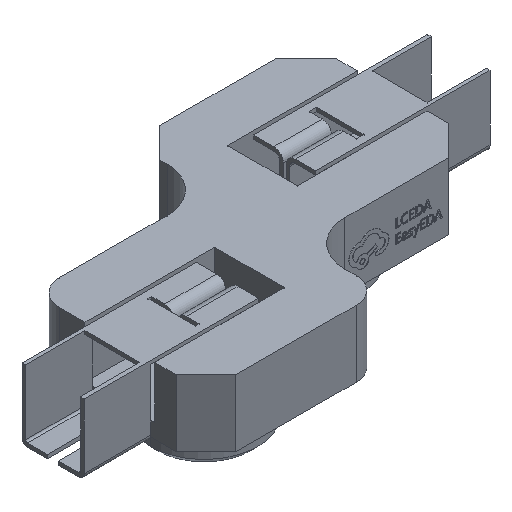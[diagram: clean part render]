
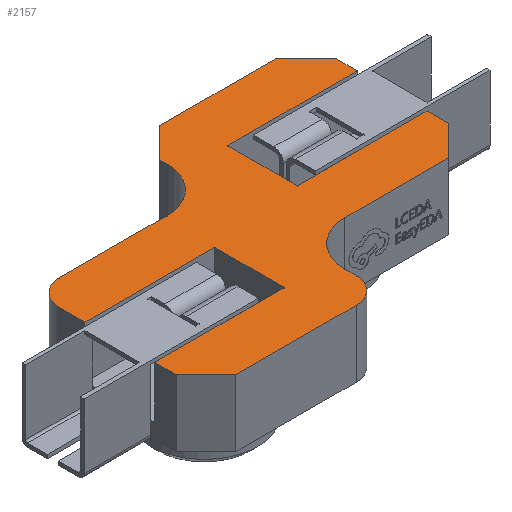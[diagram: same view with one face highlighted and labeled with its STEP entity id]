
A CAD part, isometric view. The second image highlights one B-rep face of the part: STEP entity #2157.
In plain terms, the highlighted planar face has unit normal (0, 0, 1).
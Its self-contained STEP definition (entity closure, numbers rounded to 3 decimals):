
#679 = VERTEX_POINT('',#680);
#680 = CARTESIAN_POINT('',(3.975,-1.225,1.85
    ));
#686 = EDGE_CURVE('',#679,#687,#689,.T.);
#687 = VERTEX_POINT('',#688);
#688 = CARTESIAN_POINT('',(1.175,-1.225,1.85
    ));
#689 = LINE('',#690,#691);
#690 = CARTESIAN_POINT('',(4.775,-1.225,1.85
    ));
#691 = VECTOR('',#692,1.);
#692 = DIRECTION('',(-1.,0.,0.));
#1817 = EDGE_CURVE('',#1818,#1820,#1822,.T.);
#1818 = VERTEX_POINT('',#1819);
#1819 = CARTESIAN_POINT('',(-4.075,1.225,
    1.85));
#1820 = VERTEX_POINT('',#1821);
#1821 = CARTESIAN_POINT('',(-1.175,1.225,
    1.85));
#1822 = LINE('',#1823,#1824);
#1823 = CARTESIAN_POINT('',(-4.775,1.225,
    1.85));
#1824 = VECTOR('',#1825,1.);
#1825 = DIRECTION('',(1.,0.,0.));
#1857 = EDGE_CURVE('',#1858,#1860,#1862,.T.);
#1858 = VERTEX_POINT('',#1859);
#1859 = CARTESIAN_POINT('',(0.025,2.425,
    1.85));
#1860 = VERTEX_POINT('',#1861);
#1861 = CARTESIAN_POINT('',(0.025,2.625,
    1.85));
#1862 = LINE('',#1863,#1864);
#1863 = CARTESIAN_POINT('',(0.025,1.225,
    1.85));
#1864 = VECTOR('',#1865,1.);
#1865 = DIRECTION('',(0.,1.,0.));
#1897 = EDGE_CURVE('',#1898,#1900,#1902,.T.);
#1898 = VERTEX_POINT('',#1899);
#1899 = CARTESIAN_POINT('',(0.825,3.425,1.85
    ));
#1900 = VERTEX_POINT('',#1901);
#1901 = CARTESIAN_POINT('',(3.975,3.425,1.85
    ));
#1902 = LINE('',#1903,#1904);
#1903 = CARTESIAN_POINT('',(0.025,3.425,
    1.85));
#1904 = VECTOR('',#1905,1.);
#1905 = DIRECTION('',(1.,0.,0.));
#1948 = VERTEX_POINT('',#1949);
#1949 = CARTESIAN_POINT('',(4.775,0.16,1.85
    ));
#1955 = EDGE_CURVE('',#1948,#1956,#1958,.T.);
#1956 = VERTEX_POINT('',#1957);
#1957 = CARTESIAN_POINT('',(4.775,-0.425,
    1.85));
#1958 = LINE('',#1959,#1960);
#1959 = CARTESIAN_POINT('',(4.775,3.425,1.85
    ));
#1960 = VECTOR('',#1961,1.);
#1961 = DIRECTION('',(0.,-1.,0.));
#1980 = VERTEX_POINT('',#1981);
#1981 = CARTESIAN_POINT('',(4.775,2.625,1.85
    ));
#1987 = EDGE_CURVE('',#1980,#1988,#1990,.T.);
#1988 = VERTEX_POINT('',#1989);
#1989 = CARTESIAN_POINT('',(4.775,2.04,1.85
    ));
#1990 = LINE('',#1991,#1992);
#1991 = CARTESIAN_POINT('',(4.775,3.425,1.85
    ));
#1992 = VECTOR('',#1993,1.);
#1993 = DIRECTION('',(0.,-1.,0.));
#2020 = VERTEX_POINT('',#2021);
#2021 = CARTESIAN_POINT('',(-0.025,-2.425,
    1.85));
#2027 = EDGE_CURVE('',#2020,#2028,#2030,.T.);
#2028 = VERTEX_POINT('',#2029);
#2029 = CARTESIAN_POINT('',(-0.025,-2.725,
    1.85));
#2030 = LINE('',#2031,#2032);
#2031 = CARTESIAN_POINT('',(-0.025,-1.225,
    1.85));
#2032 = VECTOR('',#2033,1.);
#2033 = DIRECTION('',(0.,-1.,0.));
#2049 = EDGE_CURVE('',#2050,#2052,#2054,.T.);
#2050 = VERTEX_POINT('',#2051);
#2051 = CARTESIAN_POINT('',(-0.725,-3.425,
    1.85));
#2052 = VERTEX_POINT('',#2053);
#2053 = CARTESIAN_POINT('',(-3.975,-3.425,
    1.85));
#2054 = LINE('',#2055,#2056);
#2055 = CARTESIAN_POINT('',(-0.025,-3.425,
    1.85));
#2056 = VECTOR('',#2057,1.);
#2057 = DIRECTION('',(-1.,0.,0.));
#2100 = VERTEX_POINT('',#2101);
#2101 = CARTESIAN_POINT('',(-4.775,-2.625,
    1.85));
#2107 = EDGE_CURVE('',#2100,#2108,#2110,.T.);
#2108 = VERTEX_POINT('',#2109);
#2109 = CARTESIAN_POINT('',(-4.775,-2.04,
    1.85));
#2110 = LINE('',#2111,#2112);
#2111 = CARTESIAN_POINT('',(-4.775,-3.425,
    1.85));
#2112 = VECTOR('',#2113,1.);
#2113 = DIRECTION('',(0.,1.,0.));
#2132 = VERTEX_POINT('',#2133);
#2133 = CARTESIAN_POINT('',(-4.775,-0.16,
    1.85));
#2139 = EDGE_CURVE('',#2132,#2140,#2142,.T.);
#2140 = VERTEX_POINT('',#2141);
#2141 = CARTESIAN_POINT('',(-4.775,0.525,1.85
    ));
#2142 = LINE('',#2143,#2144);
#2143 = CARTESIAN_POINT('',(-4.775,-3.425,
    1.85));
#2144 = VECTOR('',#2145,1.);
#2145 = DIRECTION('',(0.,1.,0.));
#2157 = ADVANCED_FACE('',(#2158),#2266,.F.);
#2158 = FACE_BOUND('',#2159,.T.);
#2159 = EDGE_LOOP('',(#2160,#2161,#2167,#2168,#2175,#2176,#2183,#2184,
    #2190,#2191,#2199,#2207,#2213,#2214,#2220,#2221,#2227,#2228,#2235,
    #2236,#2243,#2244,#2252,#2260));
#2160 = ORIENTED_EDGE('',*,*,#2107,.F.);
#2161 = ORIENTED_EDGE('',*,*,#2162,.T.);
#2162 = EDGE_CURVE('',#2100,#2052,#2163,.T.);
#2163 = LINE('',#2164,#2165);
#2164 = CARTESIAN_POINT('',(-3.975,-3.425,
    1.85));
#2165 = VECTOR('',#2166,1.);
#2166 = DIRECTION('',(0.707,-0.707,0.));
#2167 = ORIENTED_EDGE('',*,*,#2049,.F.);
#2168 = ORIENTED_EDGE('',*,*,#2169,.F.);
#2169 = EDGE_CURVE('',#2028,#2050,#2170,.T.);
#2170 = CIRCLE('',#2171,0.7);
#2171 = AXIS2_PLACEMENT_3D('',#2172,#2173,#2174);
#2172 = CARTESIAN_POINT('',(-0.725,-2.725,
    1.85));
#2173 = DIRECTION('',(0.,0.,-1.));
#2174 = DIRECTION('',(-1.,0.,0.));
#2175 = ORIENTED_EDGE('',*,*,#2027,.F.);
#2176 = ORIENTED_EDGE('',*,*,#2177,.F.);
#2177 = EDGE_CURVE('',#687,#2020,#2178,.T.);
#2178 = CIRCLE('',#2179,1.2);
#2179 = AXIS2_PLACEMENT_3D('',#2180,#2181,#2182);
#2180 = CARTESIAN_POINT('',(1.175,-2.425,
    1.85));
#2181 = DIRECTION('',(0.,0.,1.));
#2182 = DIRECTION('',(-1.,0.,0.));
#2183 = ORIENTED_EDGE('',*,*,#686,.F.);
#2184 = ORIENTED_EDGE('',*,*,#2185,.F.);
#2185 = EDGE_CURVE('',#1956,#679,#2186,.T.);
#2186 = LINE('',#2187,#2188);
#2187 = CARTESIAN_POINT('',(3.975,-1.225,
    1.85));
#2188 = VECTOR('',#2189,1.);
#2189 = DIRECTION('',(-0.707,-0.707,-0.));
#2190 = ORIENTED_EDGE('',*,*,#1955,.F.);
#2191 = ORIENTED_EDGE('',*,*,#2192,.T.);
#2192 = EDGE_CURVE('',#1948,#2193,#2195,.T.);
#2193 = VERTEX_POINT('',#2194);
#2194 = CARTESIAN_POINT('',(1.275,0.16,1.85
    ));
#2195 = LINE('',#2196,#2197);
#2196 = CARTESIAN_POINT('',(4.775,0.16,1.85
    ));
#2197 = VECTOR('',#2198,1.);
#2198 = DIRECTION('',(-1.,0.,0.));
#2199 = ORIENTED_EDGE('',*,*,#2200,.T.);
#2200 = EDGE_CURVE('',#2193,#2201,#2203,.T.);
#2201 = VERTEX_POINT('',#2202);
#2202 = CARTESIAN_POINT('',(1.275,2.04,1.85
    ));
#2203 = LINE('',#2204,#2205);
#2204 = CARTESIAN_POINT('',(1.275,2.04,1.85
    ));
#2205 = VECTOR('',#2206,1.);
#2206 = DIRECTION('',(0.,1.,0.));
#2207 = ORIENTED_EDGE('',*,*,#2208,.T.);
#2208 = EDGE_CURVE('',#2201,#1988,#2209,.T.);
#2209 = LINE('',#2210,#2211);
#2210 = CARTESIAN_POINT('',(4.775,2.04,1.85
    ));
#2211 = VECTOR('',#2212,1.);
#2212 = DIRECTION('',(1.,0.,0.));
#2213 = ORIENTED_EDGE('',*,*,#1987,.F.);
#2214 = ORIENTED_EDGE('',*,*,#2215,.F.);
#2215 = EDGE_CURVE('',#1900,#1980,#2216,.T.);
#2216 = LINE('',#2217,#2218);
#2217 = CARTESIAN_POINT('',(4.775,2.625,1.85
    ));
#2218 = VECTOR('',#2219,1.);
#2219 = DIRECTION('',(0.707,-0.707,0.));
#2220 = ORIENTED_EDGE('',*,*,#1897,.F.);
#2221 = ORIENTED_EDGE('',*,*,#2222,.F.);
#2222 = EDGE_CURVE('',#1860,#1898,#2223,.T.);
#2223 = LINE('',#2224,#2225);
#2224 = CARTESIAN_POINT('',(0.825,3.425,1.85
    ));
#2225 = VECTOR('',#2226,1.);
#2226 = DIRECTION('',(0.707,0.707,0.));
#2227 = ORIENTED_EDGE('',*,*,#1857,.F.);
#2228 = ORIENTED_EDGE('',*,*,#2229,.F.);
#2229 = EDGE_CURVE('',#1820,#1858,#2230,.T.);
#2230 = CIRCLE('',#2231,1.2);
#2231 = AXIS2_PLACEMENT_3D('',#2232,#2233,#2234);
#2232 = CARTESIAN_POINT('',(-1.175,2.425,
    1.85));
#2233 = DIRECTION('',(0.,0.,1.));
#2234 = DIRECTION('',(-1.,0.,0.));
#2235 = ORIENTED_EDGE('',*,*,#1817,.F.);
#2236 = ORIENTED_EDGE('',*,*,#2237,.F.);
#2237 = EDGE_CURVE('',#2140,#1818,#2238,.T.);
#2238 = CIRCLE('',#2239,0.7);
#2239 = AXIS2_PLACEMENT_3D('',#2240,#2241,#2242);
#2240 = CARTESIAN_POINT('',(-4.075,0.525,1.85
    ));
#2241 = DIRECTION('',(0.,0.,-1.));
#2242 = DIRECTION('',(-1.,0.,0.));
#2243 = ORIENTED_EDGE('',*,*,#2139,.F.);
#2244 = ORIENTED_EDGE('',*,*,#2245,.T.);
#2245 = EDGE_CURVE('',#2132,#2246,#2248,.T.);
#2246 = VERTEX_POINT('',#2247);
#2247 = CARTESIAN_POINT('',(-1.275,-0.16,
    1.85));
#2248 = LINE('',#2249,#2250);
#2249 = CARTESIAN_POINT('',(-4.775,-0.16,
    1.85));
#2250 = VECTOR('',#2251,1.);
#2251 = DIRECTION('',(1.,0.,0.));
#2252 = ORIENTED_EDGE('',*,*,#2253,.T.);
#2253 = EDGE_CURVE('',#2246,#2254,#2256,.T.);
#2254 = VERTEX_POINT('',#2255);
#2255 = CARTESIAN_POINT('',(-1.275,-2.04,
    1.85));
#2256 = LINE('',#2257,#2258);
#2257 = CARTESIAN_POINT('',(-1.275,-0.16,
    1.85));
#2258 = VECTOR('',#2259,1.);
#2259 = DIRECTION('',(0.,-1.,0.));
#2260 = ORIENTED_EDGE('',*,*,#2261,.T.);
#2261 = EDGE_CURVE('',#2254,#2108,#2262,.T.);
#2262 = LINE('',#2263,#2264);
#2263 = CARTESIAN_POINT('',(-4.775,-2.04,
    1.85));
#2264 = VECTOR('',#2265,1.);
#2265 = DIRECTION('',(-1.,0.,0.));
#2266 = PLANE('',#2267);
#2267 = AXIS2_PLACEMENT_3D('',#2268,#2269,#2270);
#2268 = CARTESIAN_POINT('',(0.,0.,1.85));
#2269 = DIRECTION('',(0.,0.,-1.));
#2270 = DIRECTION('',(-1.,0.,0.));
